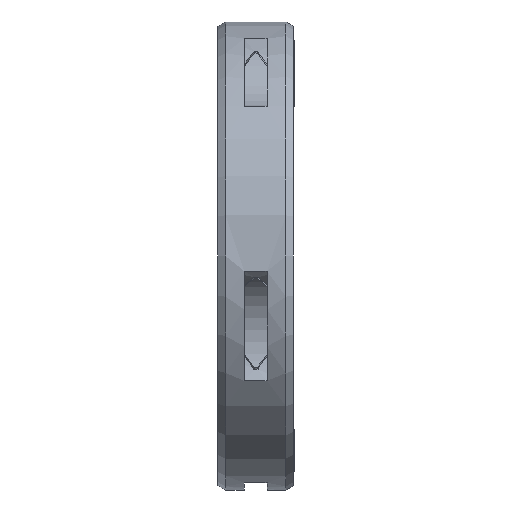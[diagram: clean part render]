
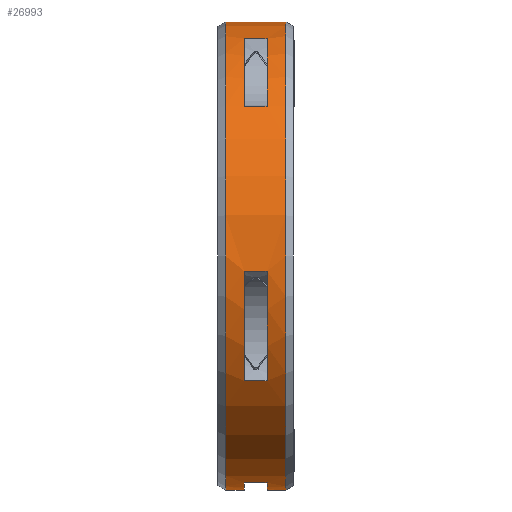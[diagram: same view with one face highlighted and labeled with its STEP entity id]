
A CAD part, left-side view. The second image highlights one B-rep face of the part: STEP entity #26993.
In plain terms, the highlighted cylindrical face has radius 31 mm (diameter 62 mm), a partial arc.
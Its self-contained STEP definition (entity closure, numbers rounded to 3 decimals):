
#25630=CARTESIAN_POINT('',(0.,-1.5,0.));
#25631=DIRECTION('',(0.,-1.,0.));
#25632=DIRECTION('',(-0.246,0.,-0.969));
#25633=AXIS2_PLACEMENT_3D('',#25630,#25631,#25632);
#25638=DIRECTION('',(0.,-1.,0.));
#25639=VECTOR('',#25638,3.);
#25640=CARTESIAN_POINT('',(-7.637,1.5,-30.045));
#25641=LINE('',#25640,#25639);
#25645=CARTESIAN_POINT('',(0.,1.5,0.));
#25646=DIRECTION('',(0.,-1.,0.));
#25647=DIRECTION('',(-0.246,0.,-0.969));
#25648=AXIS2_PLACEMENT_3D('',#25645,#25646,#25647);
#25653=DIRECTION('',(0.,1.,0.));
#25654=VECTOR('',#25653,2.5);
#25655=CARTESIAN_POINT('',(0.,1.5,-31.));
#25656=LINE('',#25655,#25654);
#25660=DIRECTION('',(0.,1.,0.));
#25661=VECTOR('',#25660,8.);
#25662=CARTESIAN_POINT('',(0.,-4.,31.));
#25663=LINE('',#25662,#25661);
#25667=CARTESIAN_POINT('',(0.,-4.,0.));
#25668=DIRECTION('',(0.,1.,0.));
#25669=DIRECTION('',(0.,0.,-1.));
#25670=AXIS2_PLACEMENT_3D('',#25667,#25668,#25669);
#25675=DIRECTION('',(0.,1.,0.));
#25676=VECTOR('',#25675,2.5);
#25677=CARTESIAN_POINT('',(0.,-4.,-31.));
#25678=LINE('',#25677,#25676);
#25682=CARTESIAN_POINT('',(0.,-1.5,0.));
#25683=DIRECTION('',(0.,-1.,0.));
#25684=DIRECTION('',(-0.37,0.,0.929));
#25685=AXIS2_PLACEMENT_3D('',#25682,#25683,#25684);
#25690=DIRECTION('',(0.,-1.,0.));
#25691=VECTOR('',#25690,3.);
#25692=CARTESIAN_POINT('',(-11.481,1.5,28.796));
#25693=LINE('',#25692,#25691);
#25697=CARTESIAN_POINT('',(0.,1.5,0.));
#25698=DIRECTION('',(0.,-1.,0.));
#25699=DIRECTION('',(-0.37,0.,0.929));
#25700=AXIS2_PLACEMENT_3D('',#25697,#25698,#25699);
#25705=DIRECTION('',(0.,-1.,0.));
#25706=VECTOR('',#25705,3.);
#25707=CARTESIAN_POINT('',(-23.838,1.5,19.817));
#25708=LINE('',#25707,#25706);
#25712=CARTESIAN_POINT('',(0.,-1.5,0.));
#25713=DIRECTION('',(0.,-1.,0.));
#25714=DIRECTION('',(-0.998,0.,-0.065));
#25715=AXIS2_PLACEMENT_3D('',#25712,#25713,#25714);
#25720=DIRECTION('',(0.,-1.,0.));
#25721=VECTOR('',#25720,3.);
#25722=CARTESIAN_POINT('',(-30.934,1.5,-2.021));
#25723=LINE('',#25722,#25721);
#25727=CARTESIAN_POINT('',(0.,1.5,0.));
#25728=DIRECTION('',(0.,-1.,0.));
#25729=DIRECTION('',(-0.998,0.,-0.065));
#25730=AXIS2_PLACEMENT_3D('',#25727,#25728,#25729);
#25735=DIRECTION('',(0.,-1.,0.));
#25736=VECTOR('',#25735,3.);
#25737=CARTESIAN_POINT('',(-26.214,1.5,-16.548));
#25738=LINE('',#25737,#25736);
#26056=CARTESIAN_POINT('',(0.,4.,0.));
#26057=DIRECTION('',(0.,1.,0.));
#26058=DIRECTION('',(0.,0.,-1.));
#26059=AXIS2_PLACEMENT_3D('',#26056,#26057,#26058);
#26279=CARTESIAN_POINT('',(0.,-4.,-31.));
#26281=VERTEX_POINT('',#26279);
#26282=CARTESIAN_POINT('',(0.,4.,-31.));
#26284=VERTEX_POINT('',#26282);
#26311=CARTESIAN_POINT('',(0.,-4.,31.));
#26313=VERTEX_POINT('',#26311);
#26314=CARTESIAN_POINT('',(0.,4.,31.));
#26315=VERTEX_POINT('',#26314);
#26328=CARTESIAN_POINT('',(0.,-1.5,-31.));
#26330=VERTEX_POINT('',#26328);
#26332=CARTESIAN_POINT('',(0.,1.5,-31.));
#26334=VERTEX_POINT('',#26332);
#26342=CARTESIAN_POINT('',(-7.637,-1.5,-30.045));
#26343=VERTEX_POINT('',#26342);
#26344=CARTESIAN_POINT('',(-7.637,1.5,-30.045));
#26345=VERTEX_POINT('',#26344);
#26398=CARTESIAN_POINT('',(-11.481,-1.5,28.796));
#26399=CARTESIAN_POINT('',(-23.838,-1.5,19.817));
#26400=VERTEX_POINT('',#26398);
#26401=VERTEX_POINT('',#26399);
#26402=CARTESIAN_POINT('',(-11.481,1.5,28.796));
#26403=CARTESIAN_POINT('',(-23.838,1.5,19.817));
#26404=VERTEX_POINT('',#26402);
#26405=VERTEX_POINT('',#26403);
#26418=CARTESIAN_POINT('',(-30.934,-1.5,-2.021));
#26419=CARTESIAN_POINT('',(-26.214,-1.5,-16.548));
#26420=VERTEX_POINT('',#26418);
#26421=VERTEX_POINT('',#26419);
#26422=CARTESIAN_POINT('',(-30.934,1.5,-2.021));
#26423=CARTESIAN_POINT('',(-26.214,1.5,-16.548));
#26424=VERTEX_POINT('',#26422);
#26425=VERTEX_POINT('',#26423);
#26957=CARTESIAN_POINT('',(0.,32.572,0.));
#26958=DIRECTION('',(0.,-1.,0.));
#26959=DIRECTION('',(0.,0.,1.));
#26960=AXIS2_PLACEMENT_3D('',#26957,#26958,#26959);
#26961=CYLINDRICAL_SURFACE('',#26960,31.);
#26962=ORIENTED_EDGE('',*,*,#26835,.F.);
#26964=ORIENTED_EDGE('',*,*,#26963,.F.);
#26966=ORIENTED_EDGE('',*,*,#26965,.T.);
#26967=ORIENTED_EDGE('',*,*,#26796,.T.);
#26969=ORIENTED_EDGE('',*,*,#26968,.T.);
#26970=ORIENTED_EDGE('',*,*,#26792,.F.);
#26972=ORIENTED_EDGE('',*,*,#26971,.F.);
#26973=ORIENTED_EDGE('',*,*,#26788,.T.);
#26974=EDGE_LOOP('',(#26962,#26964,#26966,#26967,#26969,#26970,#26972,#26973));
#26975=FACE_OUTER_BOUND('',#26974,.F.);
#26977=ORIENTED_EDGE('',*,*,#26976,.F.);
#26979=ORIENTED_EDGE('',*,*,#26978,.F.);
#26981=ORIENTED_EDGE('',*,*,#26980,.T.);
#26983=ORIENTED_EDGE('',*,*,#26982,.T.);
#26984=EDGE_LOOP('',(#26977,#26979,#26981,#26983));
#26985=FACE_BOUND('',#26984,.F.);
#26986=ORIENTED_EDGE('',*,*,#26895,.F.);
#26987=ORIENTED_EDGE('',*,*,#26943,.F.);
#26989=ORIENTED_EDGE('',*,*,#26988,.T.);
#26990=ORIENTED_EDGE('',*,*,#26917,.T.);
#26991=EDGE_LOOP('',(#26986,#26987,#26989,#26990));
#26992=FACE_BOUND('',#26991,.F.);
#25634=CIRCLE('',#25633,31.);
#25649=CIRCLE('',#25648,31.);
#25671=CIRCLE('',#25670,31.);
#25686=CIRCLE('',#25685,31.);
#25701=CIRCLE('',#25700,31.);
#25716=CIRCLE('',#25715,31.);
#25731=CIRCLE('',#25730,31.);
#26060=CIRCLE('',#26059,31.);
#26788=EDGE_CURVE('',#26281,#26330,#25678,.T.);
#26792=EDGE_CURVE('',#26313,#26315,#25663,.T.);
#26796=EDGE_CURVE('',#26334,#26284,#25656,.T.);
#26835=EDGE_CURVE('',#26343,#26330,#25634,.T.);
#26895=EDGE_CURVE('',#26420,#26421,#25716,.T.);
#26917=EDGE_CURVE('',#26425,#26421,#25738,.T.);
#26943=EDGE_CURVE('',#26424,#26420,#25723,.T.);
#26963=EDGE_CURVE('',#26345,#26343,#25641,.T.);
#26965=EDGE_CURVE('',#26345,#26334,#25649,.T.);
#26968=EDGE_CURVE('',#26284,#26315,#26060,.T.);
#26971=EDGE_CURVE('',#26281,#26313,#25671,.T.);
#26976=EDGE_CURVE('',#26400,#26401,#25686,.T.);
#26978=EDGE_CURVE('',#26404,#26400,#25693,.T.);
#26980=EDGE_CURVE('',#26404,#26405,#25701,.T.);
#26982=EDGE_CURVE('',#26405,#26401,#25708,.T.);
#26988=EDGE_CURVE('',#26424,#26425,#25731,.T.);
#26993=ADVANCED_FACE('',(#26975,#26985,#26992),#26961,.T.);
